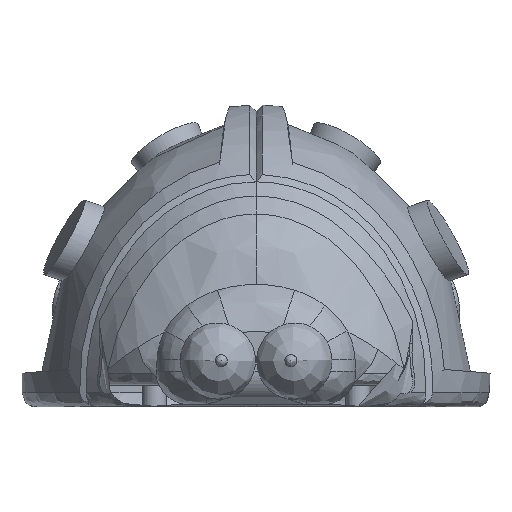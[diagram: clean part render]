
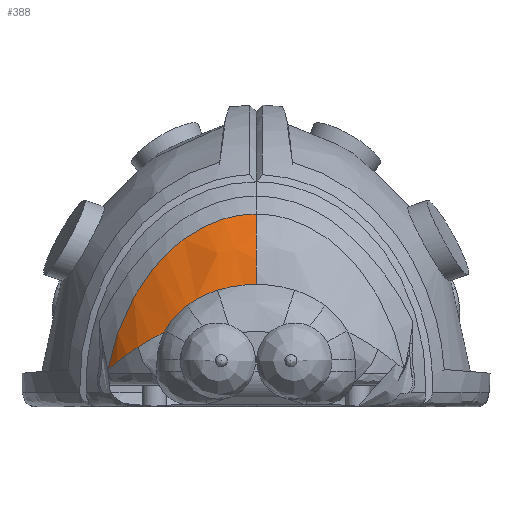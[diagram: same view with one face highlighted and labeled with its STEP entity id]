
A CAD part, front view. The second image highlights one B-rep face of the part: STEP entity #388.
In plain terms, the highlighted free-form (B-spline) face has degree [3, 3] with [4, 7] control points.
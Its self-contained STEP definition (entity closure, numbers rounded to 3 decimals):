
#349 = VERTEX_POINT('',#350);
#350 = CARTESIAN_POINT('',(98.44,79.078,
    -3.571));
#358 = VERTEX_POINT('',#359);
#359 = CARTESIAN_POINT('',(98.858,79.054,
    -3.091));
#365 = EDGE_CURVE('',#349,#358,#366,.T.);
#366 = B_SPLINE_CURVE_WITH_KNOTS('',3,(#367,#368,#369,#370),
  .UNSPECIFIED.,.F.,.F.,(4,4),(0.,0.001),
  .PIECEWISE_BEZIER_KNOTS.);
#367 = CARTESIAN_POINT('',(98.44,79.078,
    -3.571));
#368 = CARTESIAN_POINT('',(98.543,79.075,
    -3.382));
#369 = CARTESIAN_POINT('',(98.685,79.065,
    -3.219));
#370 = CARTESIAN_POINT('',(98.858,79.054,
    -3.091));
#388 = ADVANCED_FACE('',(#389),#464,.F.);
#389 = FACE_BOUND('',#390,.F.);
#390 = EDGE_LOOP('',(#391,#402,#411,#418,#419,#428,#445));
#391 = ORIENTED_EDGE('',*,*,#392,.T.);
#392 = EDGE_CURVE('',#393,#395,#397,.T.);
#393 = VERTEX_POINT('',#394);
#394 = CARTESIAN_POINT('',(100.184,79.653,
    -1.336));
#395 = VERTEX_POINT('',#396);
#396 = CARTESIAN_POINT('',(100.184,79.013,
    -2.683));
#397 = ( BOUNDED_CURVE() B_SPLINE_CURVE(3,(#398,#399,#400,#401),
.UNSPECIFIED.,.F.,.F.) B_SPLINE_CURVE_WITH_KNOTS((4,4),(
    0.,0.002),.PIECEWISE_BEZIER_KNOTS.) 
CURVE() GEOMETRIC_REPRESENTATION_ITEM() RATIONAL_B_SPLINE_CURVE((
    0.859,0.841,0.87,0.947)) 
REPRESENTATION_ITEM('') );
#398 = CARTESIAN_POINT('',(100.184,79.653,
    -1.336));
#399 = CARTESIAN_POINT('',(100.184,79.296,
    -1.667));
#400 = CARTESIAN_POINT('',(100.184,79.075,
    -2.144));
#401 = CARTESIAN_POINT('',(100.184,79.013,
    -2.683));
#402 = ORIENTED_EDGE('',*,*,#403,.F.);
#403 = EDGE_CURVE('',#404,#395,#406,.T.);
#404 = VERTEX_POINT('',#405);
#405 = CARTESIAN_POINT('',(99.448,79.024,
    -2.793));
#406 = B_SPLINE_CURVE_WITH_KNOTS('',3,(#407,#408,#409,#410),
  .UNSPECIFIED.,.F.,.F.,(4,4),(0.,0.001),
  .PIECEWISE_BEZIER_KNOTS.);
#407 = CARTESIAN_POINT('',(99.448,79.024,
    -2.793));
#408 = CARTESIAN_POINT('',(99.686,79.016,
    -2.72));
#409 = CARTESIAN_POINT('',(99.935,79.013,
    -2.683));
#410 = CARTESIAN_POINT('',(100.184,79.013,
    -2.683));
#411 = ORIENTED_EDGE('',*,*,#412,.F.);
#412 = EDGE_CURVE('',#358,#404,#413,.T.);
#413 = B_SPLINE_CURVE_WITH_KNOTS('',3,(#414,#415,#416,#417),
  .UNSPECIFIED.,.F.,.F.,(4,4),(0.,0.001),
  .PIECEWISE_BEZIER_KNOTS.);
#414 = CARTESIAN_POINT('',(98.858,79.054,
    -3.091));
#415 = CARTESIAN_POINT('',(99.038,79.042,-2.957
    ));
#416 = CARTESIAN_POINT('',(99.234,79.032,
    -2.858));
#417 = CARTESIAN_POINT('',(99.448,79.024,
    -2.793));
#418 = ORIENTED_EDGE('',*,*,#365,.F.);
#419 = ORIENTED_EDGE('',*,*,#420,.F.);
#420 = EDGE_CURVE('',#421,#349,#423,.T.);
#421 = VERTEX_POINT('',#422);
#422 = CARTESIAN_POINT('',(98.427,79.078,
    -3.597));
#423 = B_SPLINE_CURVE_WITH_KNOTS('',3,(#424,#425,#426,#427),
  .UNSPECIFIED.,.F.,.F.,(4,4),(0.001,0.001),
  .PIECEWISE_BEZIER_KNOTS.);
#424 = CARTESIAN_POINT('',(98.427,79.078,
    -3.597));
#425 = CARTESIAN_POINT('',(98.431,79.078,
    -3.589));
#426 = CARTESIAN_POINT('',(98.436,79.078,
    -3.58));
#427 = CARTESIAN_POINT('',(98.44,79.078,
    -3.571));
#428 = ORIENTED_EDGE('',*,*,#429,.F.);
#429 = EDGE_CURVE('',#430,#421,#432,.T.);
#430 = VERTEX_POINT('',#431);
#431 = CARTESIAN_POINT('',(97.347,79.716,-4.313)
  );
#432 = B_SPLINE_CURVE_WITH_KNOTS('',3,(#433,#434,#435,#436,#437,#438,
    #439,#440,#441,#442,#443,#444),.UNSPECIFIED.,.F.,.F.,(4,1,1,1,1,1,1,
    1,1,4),(0.289,0.323,0.358,0.393,
    0.429,0.464,0.5,0.571,
    0.64,0.706),.UNSPECIFIED.);
#433 = CARTESIAN_POINT('',(97.347,79.716,
    -4.313));
#434 = CARTESIAN_POINT('',(97.37,79.688,
    -4.294));
#435 = CARTESIAN_POINT('',(97.414,79.631,
    -4.257));
#436 = CARTESIAN_POINT('',(97.488,79.553,
    -4.198));
#437 = CARTESIAN_POINT('',(97.567,79.481,
    -4.136));
#438 = CARTESIAN_POINT('',(97.651,79.414,
    -4.073));
#439 = CARTESIAN_POINT('',(97.739,79.353,
    -4.01));
#440 = CARTESIAN_POINT('',(97.861,79.279,
    -3.924));
#441 = CARTESIAN_POINT('',(98.022,79.201,
    -3.82));
#442 = CARTESIAN_POINT('',(98.221,79.129,
    -3.702));
#443 = CARTESIAN_POINT('',(98.359,79.095,
    -3.632));
#444 = CARTESIAN_POINT('',(98.427,79.078,
    -3.597));
#445 = ORIENTED_EDGE('',*,*,#446,.T.);
#446 = EDGE_CURVE('',#430,#393,#447,.T.);
#447 = B_SPLINE_CURVE_WITH_KNOTS('',3,(#448,#449,#450,#451,#452,#453,
    #454,#455,#456,#457,#458,#459,#460,#461,#462,#463),.UNSPECIFIED.,.F.
  ,.F.,(4,2,2,2,2,2,2,4),(0.,0.001,
    0.001,0.002,0.003,
    0.003,0.004,0.004),
  .UNSPECIFIED.);
#448 = CARTESIAN_POINT('',(97.347,79.716,
    -4.313));
#449 = CARTESIAN_POINT('',(97.381,79.703,
    -4.13));
#450 = CARTESIAN_POINT('',(97.426,79.691,
    -3.95));
#451 = CARTESIAN_POINT('',(97.536,79.67,
    -3.597));
#452 = CARTESIAN_POINT('',(97.603,79.66,
    -3.422));
#453 = CARTESIAN_POINT('',(97.832,79.637,
    -2.918));
#454 = CARTESIAN_POINT('',(98.025,79.629,
    -2.604));
#455 = CARTESIAN_POINT('',(98.387,79.627,
    -2.177));
#456 = CARTESIAN_POINT('',(98.517,79.628,
    -2.046));
#457 = CARTESIAN_POINT('',(98.8,79.633,-1.81
    ));
#458 = CARTESIAN_POINT('',(98.954,79.637,
    -1.703));
#459 = CARTESIAN_POINT('',(99.281,79.643,
    -1.526));
#460 = CARTESIAN_POINT('',(99.452,79.647,
    -1.457));
#461 = CARTESIAN_POINT('',(99.809,79.652,
    -1.362));
#462 = CARTESIAN_POINT('',(99.997,79.653,
    -1.336));
#463 = CARTESIAN_POINT('',(100.184,79.653,
    -1.336));
#464 = ( BOUNDED_SURFACE() B_SPLINE_SURFACE(3,3,(
    (#465,#466,#467,#468,#469,#470,#471)
    ,(#472,#473,#474,#475,#476,#477,#478)
    ,(#479,#480,#481,#482,#483,#484,#485)
    ,(#486,#487,#488,#489,#490,#491,#492
)),.UNSPECIFIED.,.F.,.T.,.F.) B_SPLINE_SURFACE_WITH_KNOTS((4,4),(1,3,3,3
    ,1),(0.,1.),(-0.5,0.,0.5,1.,1.5),.UNSPECIFIED.) 
GEOMETRIC_REPRESENTATION_ITEM() RATIONAL_B_SPLINE_SURFACE((
    (1.,0.333,0.333,1.,0.333,0.333
      ,1.)
    ,(0.805,0.268,0.268,0.805
      ,0.268,0.268,0.805)
    ,(0.805,0.268,0.268,0.805
      ,0.268,0.268,0.805)
    ,(1.,0.333,0.333,1.,0.333,0.333
,1.))) REPRESENTATION_ITEM('') SURFACE() );
#465 = CARTESIAN_POINT('',(100.184,78.996,
    -6.917));
#466 = CARTESIAN_POINT('',(97.09,78.996,
    -6.917));
#467 = CARTESIAN_POINT('',(97.09,78.996,
    -2.978));
#468 = CARTESIAN_POINT('',(100.184,78.996,
    -2.978));
#469 = CARTESIAN_POINT('',(103.278,78.996,
    -2.978));
#470 = CARTESIAN_POINT('',(103.278,78.996,
    -6.917));
#471 = CARTESIAN_POINT('',(100.184,78.996,
    -6.917));
#472 = CARTESIAN_POINT('',(100.184,78.996,
    -8.106));
#473 = CARTESIAN_POINT('',(95.222,78.996,
    -8.106));
#474 = CARTESIAN_POINT('',(95.222,78.996,
    -1.789));
#475 = CARTESIAN_POINT('',(100.184,78.996,
    -1.789));
#476 = CARTESIAN_POINT('',(105.146,78.996,
    -1.789));
#477 = CARTESIAN_POINT('',(105.146,78.996,
    -8.106));
#478 = CARTESIAN_POINT('',(100.184,78.996,
    -8.106));
#479 = CARTESIAN_POINT('',(100.184,79.657,
    -8.947));
#480 = CARTESIAN_POINT('',(93.901,79.657,
    -8.947));
#481 = CARTESIAN_POINT('',(93.901,79.657,
    -0.948));
#482 = CARTESIAN_POINT('',(100.184,79.657,
    -0.948));
#483 = CARTESIAN_POINT('',(106.467,79.657,
    -0.948));
#484 = CARTESIAN_POINT('',(106.467,79.657,
    -8.947));
#485 = CARTESIAN_POINT('',(100.184,79.657,
    -8.947));
#486 = CARTESIAN_POINT('',(100.184,80.59,
    -8.947));
#487 = CARTESIAN_POINT('',(93.901,80.59,
    -8.947));
#488 = CARTESIAN_POINT('',(93.901,80.59,
    -0.948));
#489 = CARTESIAN_POINT('',(100.184,80.59,
    -0.948));
#490 = CARTESIAN_POINT('',(106.467,80.59,
    -0.948));
#491 = CARTESIAN_POINT('',(106.467,80.59,
    -8.947));
#492 = CARTESIAN_POINT('',(100.184,80.59,
    -8.947));
